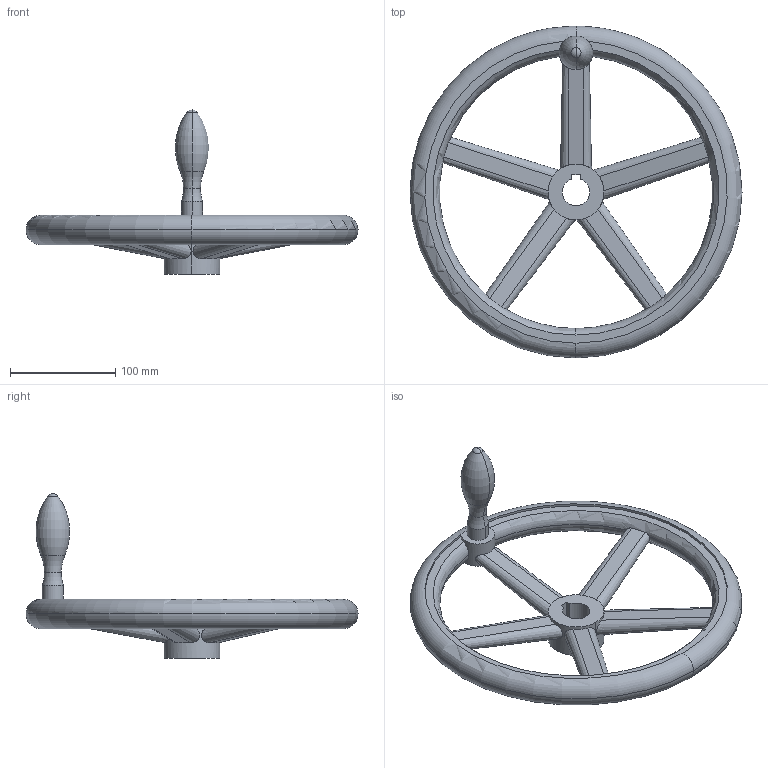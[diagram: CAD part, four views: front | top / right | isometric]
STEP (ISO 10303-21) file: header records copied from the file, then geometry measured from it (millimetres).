
FILE_DESCRIPTION(('STEP AP214'),'1');
FILE_NAME(' ',' ',('TraceParts'),('TraceParts S.A.'),'XStep 1.0',' ',' ');
FILE_SCHEMA(('automotive_design'));
Length unit declared in the file: millimetre
Products named in the file (1): 1
Bounding box: 315 x 315 x 155.97 mm (x, y, z)
Volume: 809907.6 mm3; surface area: 136092.9 mm2
Topology: 1 solids, 1 shells, 56 faces, 161 edges, 101 vertices
Faces by surface type: plane 18, torus 14, cylinder 12, cone 10, sphere 2
Entity records: 4599 total; most frequent: CARTESIAN_POINT 1367, ORIENTED_EDGE 318, STYLED_ITEM 317, PRESENTATION_STYLE_ASSIGNMENT 317, COLOUR_RGB 317, DIRECTION 305, EDGE_CURVE 159, CURVE_STYLE 159
